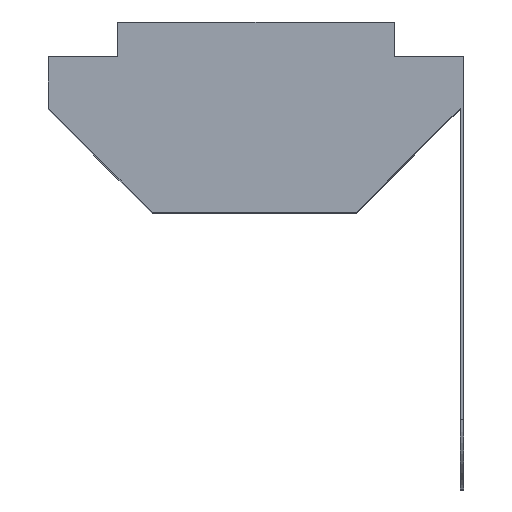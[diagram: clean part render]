
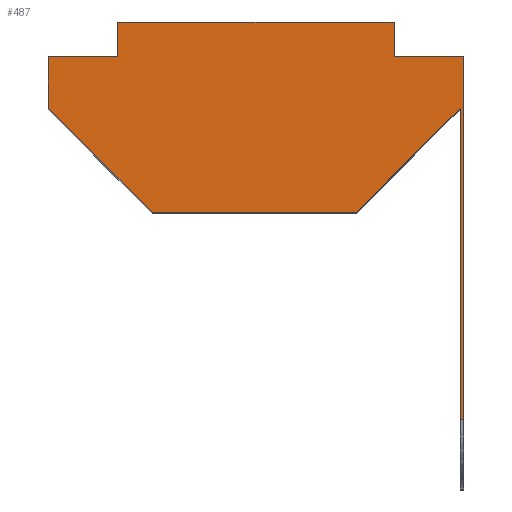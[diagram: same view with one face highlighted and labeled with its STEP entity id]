
A CAD part, top view. The second image highlights one B-rep face of the part: STEP entity #487.
In plain terms, the highlighted planar face has unit normal (0, 0, 1).
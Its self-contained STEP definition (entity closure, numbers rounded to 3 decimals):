
#22=PLANE('',#548);
#41=FACE_OUTER_BOUND('',#66,.T.);
#66=EDGE_LOOP('',(#386,#387,#388,#389,#390,#391,#392,#393,#394,#395,#396,
#397));
#91=LINE('',#728,#146);
#101=LINE('',#771,#156);
#118=LINE('',#801,#173);
#119=LINE('',#803,#174);
#120=LINE('',#805,#175);
#121=LINE('',#807,#176);
#122=LINE('',#809,#177);
#123=LINE('',#811,#178);
#124=LINE('',#813,#179);
#125=LINE('',#815,#180);
#126=LINE('',#817,#181);
#127=LINE('',#818,#182);
#146=VECTOR('',#587,1000.);
#156=VECTOR('',#621,1000.);
#173=VECTOR('',#646,1000.);
#174=VECTOR('',#647,1000.);
#175=VECTOR('',#648,1000.);
#176=VECTOR('',#649,1000.);
#177=VECTOR('',#650,1000.);
#178=VECTOR('',#651,1000.);
#179=VECTOR('',#652,1000.);
#180=VECTOR('',#653,1000.);
#181=VECTOR('',#654,1000.);
#182=VECTOR('',#655,1000.);
#221=VERTEX_POINT('',#725);
#222=VERTEX_POINT('',#727);
#242=VERTEX_POINT('',#768);
#243=VERTEX_POINT('',#770);
#253=VERTEX_POINT('',#802);
#254=VERTEX_POINT('',#804);
#255=VERTEX_POINT('',#806);
#256=VERTEX_POINT('',#808);
#257=VERTEX_POINT('',#810);
#258=VERTEX_POINT('',#812);
#259=VERTEX_POINT('',#814);
#260=VERTEX_POINT('',#816);
#270=EDGE_CURVE('',#221,#222,#91,.T.);
#291=EDGE_CURVE('',#243,#242,#101,.T.);
#308=EDGE_CURVE('',#242,#222,#118,.T.);
#309=EDGE_CURVE('',#253,#221,#119,.T.);
#310=EDGE_CURVE('',#254,#253,#120,.T.);
#311=EDGE_CURVE('',#255,#254,#121,.T.);
#312=EDGE_CURVE('',#256,#255,#122,.T.);
#313=EDGE_CURVE('',#257,#256,#123,.T.);
#314=EDGE_CURVE('',#258,#257,#124,.T.);
#315=EDGE_CURVE('',#258,#259,#125,.T.);
#316=EDGE_CURVE('',#260,#259,#126,.T.);
#317=EDGE_CURVE('',#260,#243,#127,.T.);
#386=ORIENTED_EDGE('',*,*,#291,.T.);
#387=ORIENTED_EDGE('',*,*,#308,.T.);
#388=ORIENTED_EDGE('',*,*,#270,.F.);
#389=ORIENTED_EDGE('',*,*,#309,.F.);
#390=ORIENTED_EDGE('',*,*,#310,.F.);
#391=ORIENTED_EDGE('',*,*,#311,.F.);
#392=ORIENTED_EDGE('',*,*,#312,.F.);
#393=ORIENTED_EDGE('',*,*,#313,.F.);
#394=ORIENTED_EDGE('',*,*,#314,.F.);
#395=ORIENTED_EDGE('',*,*,#315,.T.);
#396=ORIENTED_EDGE('',*,*,#316,.F.);
#397=ORIENTED_EDGE('',*,*,#317,.T.);
#487=ADVANCED_FACE('',(#41),#22,.T.);
#548=AXIS2_PLACEMENT_3D('',#800,#644,#645);
#587=DIRECTION('',(0.,-1.,0.));
#621=DIRECTION('',(0.,-1.,0.));
#644=DIRECTION('center_axis',(0.,0.,1.));
#645=DIRECTION('ref_axis',(1.,0.,0.));
#646=DIRECTION('',(1.,0.,0.));
#647=DIRECTION('',(1.,0.,0.));
#648=DIRECTION('',(0.,-1.,0.));
#649=DIRECTION('',(1.,0.,0.));
#650=DIRECTION('',(0.,1.,0.));
#651=DIRECTION('',(1.,0.,0.));
#652=DIRECTION('',(0.,1.,0.));
#653=DIRECTION('',(0.707,-0.707,0.));
#654=DIRECTION('',(-1.,0.,0.));
#655=DIRECTION('',(0.707,0.707,0.));
#725=CARTESIAN_POINT('',(12.,0.,20.));
#727=CARTESIAN_POINT('',(12.,-10.5,20.));
#728=CARTESIAN_POINT('',(12.,0.,20.));
#768=CARTESIAN_POINT('',(11.9,-10.5,20.));
#770=CARTESIAN_POINT('',(11.9,-1.5,20.));
#771=CARTESIAN_POINT('',(11.9,0.,20.));
#800=CARTESIAN_POINT('Origin',(8.636,-20.229,20.));
#801=CARTESIAN_POINT('',(11.9,-10.5,20.));
#802=CARTESIAN_POINT('',(10.,0.,20.));
#803=CARTESIAN_POINT('',(8.636,0.,20.));
#804=CARTESIAN_POINT('',(10.,1.,20.));
#805=CARTESIAN_POINT('',(10.,-20.229,20.));
#806=CARTESIAN_POINT('',(2.,1.,20.));
#807=CARTESIAN_POINT('',(8.636,1.,20.));
#808=CARTESIAN_POINT('',(2.,0.,20.));
#809=CARTESIAN_POINT('',(2.,-20.229,20.));
#810=CARTESIAN_POINT('',(0.,0.,20.));
#811=CARTESIAN_POINT('',(8.636,0.,20.));
#812=CARTESIAN_POINT('',(0.,-1.5,20.));
#813=CARTESIAN_POINT('',(0.,-20.229,20.));
#814=CARTESIAN_POINT('',(3.,-4.5,20.));
#815=CARTESIAN_POINT('',(13.682,-15.182,20.));
#816=CARTESIAN_POINT('',(8.9,-4.5,20.));
#817=CARTESIAN_POINT('',(8.636,-4.5,20.));
#818=CARTESIAN_POINT('',(0.903,-12.497,20.));
